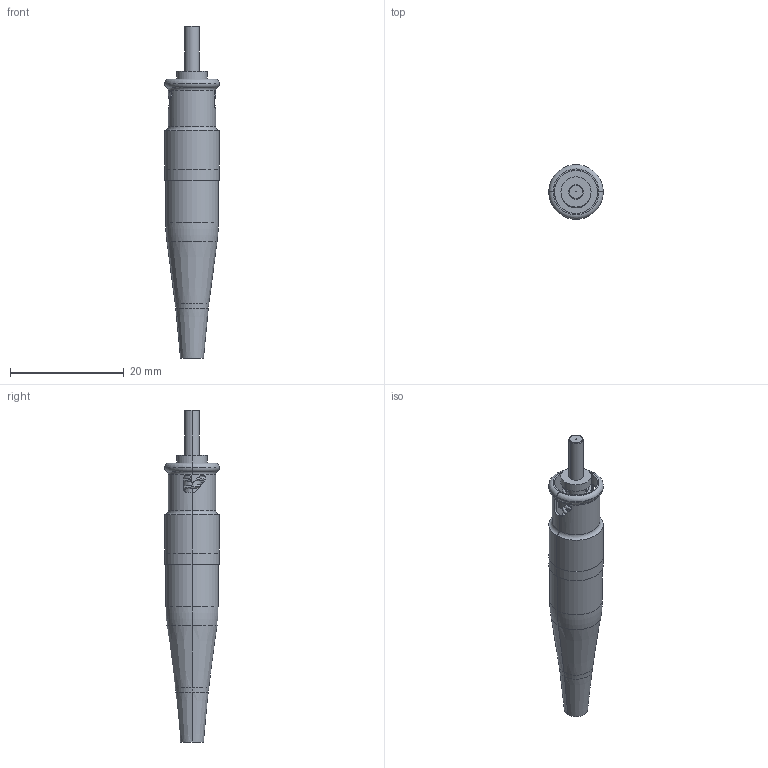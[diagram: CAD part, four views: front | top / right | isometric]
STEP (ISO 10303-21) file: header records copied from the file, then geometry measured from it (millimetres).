
FILE_DESCRIPTION (( 'STEP AP214' ), '1' );
FILE_NAME ('FOC-M83522-DNXS.STEP', '2014-05-05T19:16:44', ( 'L-Com' ), ( 'L-Com Global Connectivity' ), 'SwSTEP 2.0', 'SolidWorks 2014', '' );
FILE_SCHEMA (( 'AUTOMOTIVE_DESIGN' ));
Length unit declared in the file: inch
Products named in the file (5): FOC-M83522-DNXS; FOC-M83522-MA7; FOC-M83522-MA8; FOC-M83522-MA1; FOC-M83522-MA5
Assembly tree (4 placements, depth 2):
  FOC-M83522-DNXS
    FOC-M83522-MA7
    FOC-M83522-MA8
    FOC-M83522-MA1
    FOC-M83522-MA5
Bounding box: 9.6 x 9.6 x 58.37 mm (x, y, z)
Volume: 1789.4 mm3; surface area: 2909.5 mm2
Topology: 4 solids, 4 shells, 141 faces, 326 edges, 202 vertices
Faces by surface type: cylinder 56, plane 39, cone 30, torus 14, bspline 2
Entity records: 6433 total; most frequent: CARTESIAN_POINT 2212, DIRECTION 724, ORIENTED_EDGE 652, EDGE_CURVE 326, AXIS2_PLACEMENT_3D 302, VERTEX_POINT 202, EDGE_LOOP 158, CIRCLE 156
